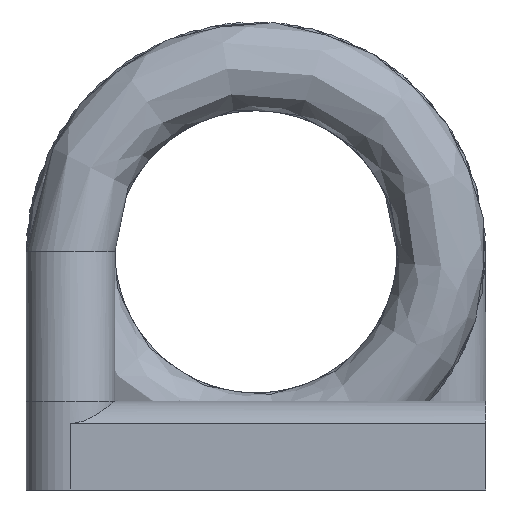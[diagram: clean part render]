
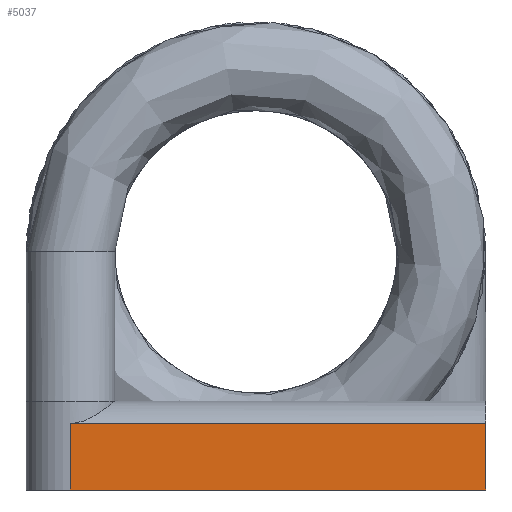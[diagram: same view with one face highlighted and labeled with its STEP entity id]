
A CAD part, left-side view. The second image highlights one B-rep face of the part: STEP entity #5037.
In plain terms, the highlighted planar face has unit normal (-1, 0, 0).
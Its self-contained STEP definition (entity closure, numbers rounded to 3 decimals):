
#4562=DIRECTION('',(0.,1.,0.));
#4809=VERTEX_POINT('',#4810);
#4810=CARTESIAN_POINT('',(-5.875,-2.795,0.81));
#4819=VECTOR('',#4562,1.);
#4890=VERTEX_POINT('',#4891);
#4891=CARTESIAN_POINT('',(-5.875,2.255,0.81));
#4893=EDGE_CURVE('',#4809,#4890,#4894,.T.);
#4894=LINE('',#4810,#4819);
#4921=ORIENTED_EDGE('',*,*,#4922,.T.);
#4922=EDGE_CURVE('',#4890,#4923,#4925,.T.);
#4923=VERTEX_POINT('',#4924);
#4924=CARTESIAN_POINT('',(-5.875,2.255,0.));
#4925=LINE('',#4891,#4926);
#4926=VECTOR('',#4927,1.);
#4927=DIRECTION('',(0.,0.,-1.));
#5025=EDGE_CURVE('',#4809,#5026,#5028,.T.);
#5026=VERTEX_POINT('',#5027);
#5027=CARTESIAN_POINT('',(-5.875,-2.795,0.));
#5028=LINE('',#4810,#4926);
#5037=ADVANCED_FACE('',(#5038),#5045,.T.);
#5038=FACE_BOUND('',#5039,.T.);
#5039=EDGE_LOOP('',(#5040,#4921,#5041,#5044));
#5040=ORIENTED_EDGE('',*,*,#4893,.T.);
#5041=ORIENTED_EDGE('',*,*,#5042,.F.);
#5042=EDGE_CURVE('',#5026,#4923,#5043,.T.);
#5043=LINE('',#5027,#4819);
#5044=ORIENTED_EDGE('',*,*,#5025,.F.);
#5045=PLANE('',#5046);
#5046=AXIS2_PLACEMENT_3D('',#4810,#5047,#4927);
#5047=DIRECTION('',(-1.,0.,0.));
